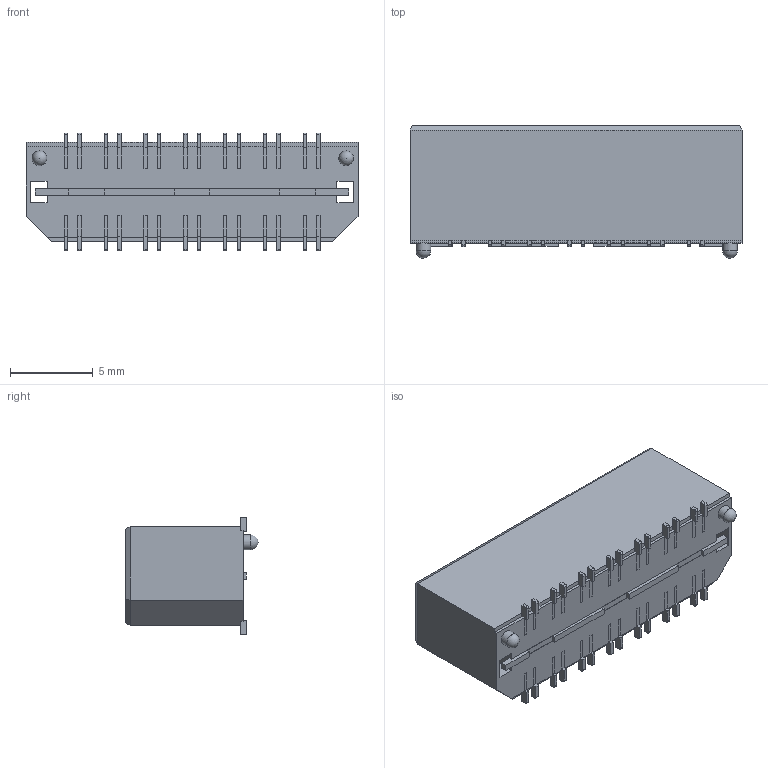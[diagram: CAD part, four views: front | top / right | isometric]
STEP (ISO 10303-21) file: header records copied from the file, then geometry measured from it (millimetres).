
FILE_DESCRIPTION( ( 'STEP AP214' ), '1' );
FILE_NAME( 'QTE-014-02-F-D-DP-A.stp', '2019-09-03T13:47:39', ( '' ), ( '' ), ' ', 'PARTsolutions', ' ' );
FILE_SCHEMA( ( 'AUTOMOTIVE_DESIGN { 1 0 10303 214 1 1 1 1 }' ) );
Length unit declared in the file: inch
Products named in the file (4): QTE-014-02-F-D-DP-A; _QTE-014-02-F-D-DP-At; _PT-1S59-02(014-02-D-DP); _QTE-T-1G1-02_imp
Assembly tree (3 placements, depth 2):
  QTE-014-02-F-D-DP-A
    _QTE-014-02-F-D-DP-At
    _PT-1S59-02(014-02-D-DP)
    _QTE-T-1G1-02_imp
Bounding box: 20.02 x 7.98 x 7.11 mm (x, y, z)
Volume: 698 mm3; surface area: 1487 mm2
Topology: 3 solids, 3 shells, 726 faces, 2156 edges, 1436 vertices
Faces by surface type: plane 664, cylinder 60, sphere 2
Full cylindrical faces by diameter (mm): 0.889 x2
Entity records: 29732 total; most frequent: CARTESIAN_POINT 4308, ORIENTED_EDGE 4292, DIRECTION 3730, EDGE_CURVE 2146, LINE 2022, VECTOR 2022, VERTEX_POINT 1432, AXIS2_PLACEMENT_3D 854
